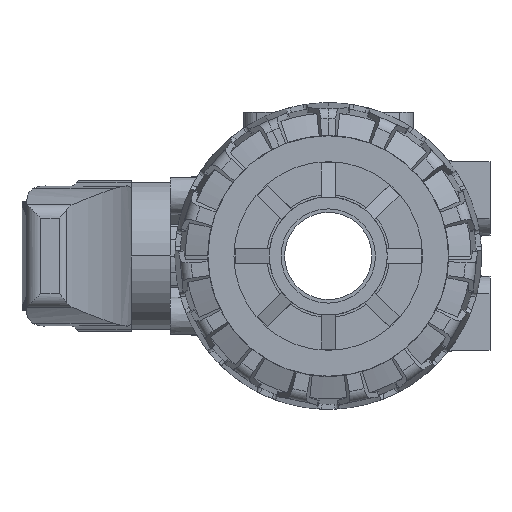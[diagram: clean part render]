
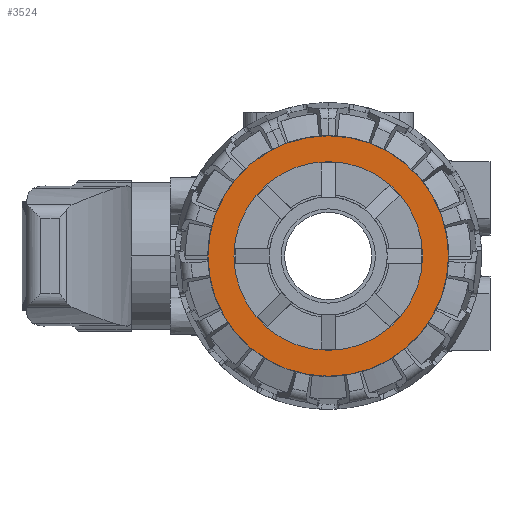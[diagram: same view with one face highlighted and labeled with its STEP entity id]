
A CAD part, left-side view. The second image highlights one B-rep face of the part: STEP entity #3524.
In plain terms, the highlighted planar face has unit normal (-1, 0, 0).
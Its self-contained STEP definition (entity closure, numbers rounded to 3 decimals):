
#3524=ADVANCED_FACE('',(#8021,#8022),#8023,.T.);
#8021=FACE_BOUND('',#13605,.T.);
#8022=FACE_OUTER_BOUND('',#13606,.T.);
#8023=PLANE('',#13607);
#13605=EDGE_LOOP('',(#24306,#24307));
#13606=EDGE_LOOP('',(#24308,#24309));
#13607=AXIS2_PLACEMENT_3D('',#24310,#24311,#24312);
#24306=ORIENTED_EDGE('',*,*,#34899,.T.);
#24307=ORIENTED_EDGE('',*,*,#36615,.T.);
#24308=ORIENTED_EDGE('',*,*,#36600,.T.);
#24309=ORIENTED_EDGE('',*,*,#34902,.T.);
#24310=CARTESIAN_POINT('',(-47.5,-12.75,0.));
#24311=DIRECTION('',(-1.0,0.,0.));
#24312=DIRECTION('',(0.,1.0,0.));
#34899=EDGE_CURVE('',#42289,#42293,#42295,.T.);
#34902=EDGE_CURVE('',#42299,#42297,#42300,.T.);
#36600=EDGE_CURVE('',#42297,#42299,#44815,.T.);
#36615=EDGE_CURVE('',#42293,#42289,#44835,.T.);
#42289=VERTEX_POINT('',#53587);
#42293=VERTEX_POINT('',#53592);
#42295=CIRCLE('',#53595,20.0);
#42297=VERTEX_POINT('',#53597);
#42299=VERTEX_POINT('',#53600);
#42300=CIRCLE('',#53601,25.5);
#44815=CIRCLE('',#59511,25.5);
#44835=CIRCLE('',#59561,20.0);
#53587=CARTESIAN_POINT('',(-47.5,0.,20.0));
#53592=CARTESIAN_POINT('',(-47.5,0.,-20.0));
#53595=AXIS2_PLACEMENT_3D('',#72588,#72589,#72590);
#53597=CARTESIAN_POINT('',(-47.5,-25.5,0.));
#53600=CARTESIAN_POINT('',(-47.5,25.5,0.));
#53601=AXIS2_PLACEMENT_3D('',#72592,#72593,#72594);
#59511=AXIS2_PLACEMENT_3D('',#74478,#74479,#74480);
#59561=AXIS2_PLACEMENT_3D('',#74491,#74492,#74493);
#72588=CARTESIAN_POINT('',(-47.5,0.,0.));
#72589=DIRECTION('',(1.0,0.,0.));
#72590=DIRECTION('',(0.,0.,1.0));
#72592=CARTESIAN_POINT('',(-47.5,0.,0.));
#72593=DIRECTION('',(-1.0,0.,0.));
#72594=DIRECTION('',(0.,-1.0,0.));
#74478=CARTESIAN_POINT('',(-47.5,0.,0.));
#74479=DIRECTION('',(-1.0,0.,0.));
#74480=DIRECTION('',(0.,-1.0,0.));
#74491=CARTESIAN_POINT('',(-47.5,0.,0.));
#74492=DIRECTION('',(1.0,0.,0.));
#74493=DIRECTION('',(0.,0.,1.0));
